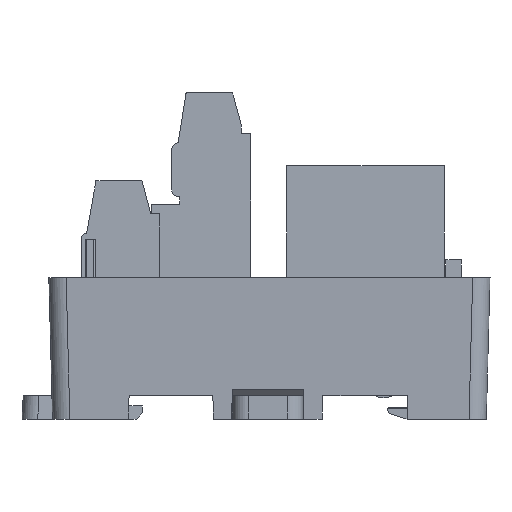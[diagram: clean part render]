
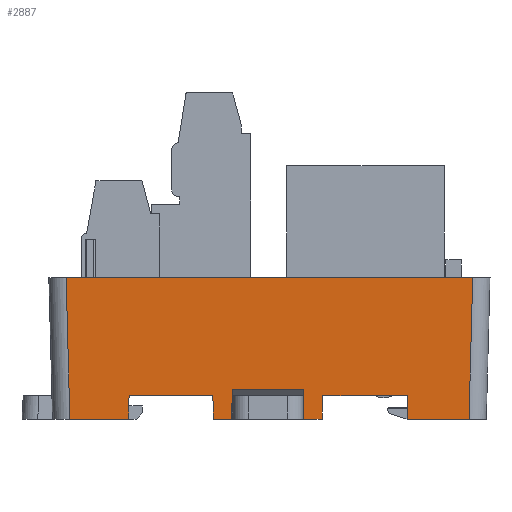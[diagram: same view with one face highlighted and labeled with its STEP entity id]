
A CAD part, left-side view. The second image highlights one B-rep face of the part: STEP entity #2887.
In plain terms, the highlighted planar face has unit normal (-1, 0, -0.026).
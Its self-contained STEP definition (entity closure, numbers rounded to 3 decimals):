
#1892=FACE_OUTER_BOUND('',#5315,.T.);
#2887=ADVANCED_FACE('',(#1892),#3911,.T.);
#3911=PLANE('',#20924);
#5315=EDGE_LOOP('',(#7515,#7516,#7517,#7518,#7519,#7520,#7521,#7522,#7523,
#7524,#7525,#7526,#7527,#7528,#7529,#7530));
#7515=ORIENTED_EDGE('',*,*,#14007,.T.);
#7516=ORIENTED_EDGE('',*,*,#14387,.F.);
#7517=ORIENTED_EDGE('',*,*,#14388,.T.);
#7518=ORIENTED_EDGE('',*,*,#14389,.F.);
#7519=ORIENTED_EDGE('',*,*,#14390,.T.);
#7520=ORIENTED_EDGE('',*,*,#14391,.F.);
#7521=ORIENTED_EDGE('',*,*,#14392,.T.);
#7522=ORIENTED_EDGE('',*,*,#14393,.T.);
#7523=ORIENTED_EDGE('',*,*,#13993,.T.);
#7524=ORIENTED_EDGE('',*,*,#14352,.T.);
#7525=ORIENTED_EDGE('',*,*,#14178,.T.);
#7526=ORIENTED_EDGE('',*,*,#14372,.T.);
#7527=ORIENTED_EDGE('',*,*,#14122,.F.);
#7528=ORIENTED_EDGE('',*,*,#14378,.T.);
#7529=ORIENTED_EDGE('',*,*,#14143,.T.);
#7530=ORIENTED_EDGE('',*,*,#14042,.F.);
#12107=VERTEX_POINT('',#27918);
#12108=VERTEX_POINT('',#27920);
#12121=VERTEX_POINT('',#27946);
#12122=VERTEX_POINT('',#27948);
#12156=VERTEX_POINT('',#28019);
#12212=VERTEX_POINT('',#28178);
#12213=VERTEX_POINT('',#28179);
#12228=VERTEX_POINT('',#28217);
#12260=VERTEX_POINT('',#28284);
#12261=VERTEX_POINT('',#28286);
#12382=VERTEX_POINT('',#28710);
#12383=VERTEX_POINT('',#28712);
#12384=VERTEX_POINT('',#28714);
#12385=VERTEX_POINT('',#28716);
#12386=VERTEX_POINT('',#28718);
#12387=VERTEX_POINT('',#28720);
#13993=EDGE_CURVE('',#12108,#12107,#16679,.T.);
#14007=EDGE_CURVE('',#12122,#12121,#16691,.T.);
#14042=EDGE_CURVE('',#12122,#12156,#16724,.T.);
#14122=EDGE_CURVE('',#12212,#12213,#16802,.T.);
#14143=EDGE_CURVE('',#12228,#12156,#16819,.T.);
#14178=EDGE_CURVE('',#12261,#12260,#16837,.T.);
#14352=EDGE_CURVE('',#12107,#12261,#16966,.T.);
#14372=EDGE_CURVE('',#12260,#12213,#16986,.T.);
#14378=EDGE_CURVE('',#12212,#12228,#16992,.T.);
#14387=EDGE_CURVE('',#12382,#12121,#17001,.T.);
#14388=EDGE_CURVE('',#12382,#12383,#17002,.T.);
#14389=EDGE_CURVE('',#12384,#12383,#17003,.T.);
#14390=EDGE_CURVE('',#12384,#12385,#17004,.T.);
#14391=EDGE_CURVE('',#12386,#12385,#17005,.T.);
#14392=EDGE_CURVE('',#12386,#12387,#17006,.T.);
#14393=EDGE_CURVE('',#12387,#12108,#17007,.T.);
#16679=LINE('',#27919,#18803);
#16691=LINE('',#27947,#18815);
#16724=LINE('',#28018,#18848);
#16802=LINE('',#28177,#18926);
#16819=LINE('',#28216,#18943);
#16837=LINE('',#28285,#18961);
#16966=LINE('',#28639,#19090);
#16986=LINE('',#28679,#19110);
#16992=LINE('',#28691,#19116);
#17001=LINE('',#28709,#19125);
#17002=LINE('',#28711,#19126);
#17003=LINE('',#28713,#19127);
#17004=LINE('',#28715,#19128);
#17005=LINE('',#28717,#19129);
#17006=LINE('',#28719,#19130);
#17007=LINE('',#28721,#19131);
#18803=VECTOR('',#22532,1.);
#18815=VECTOR('',#22548,1.);
#18848=VECTOR('',#22589,1.);
#18926=VECTOR('',#22717,1.);
#18943=VECTOR('',#22746,1.);
#18961=VECTOR('',#22800,1.);
#19090=VECTOR('',#23145,1.);
#19110=VECTOR('',#23201,1.);
#19116=VECTOR('',#23215,1.);
#19125=VECTOR('',#23242,1.);
#19126=VECTOR('',#23243,1.);
#19127=VECTOR('',#23244,1.);
#19128=VECTOR('',#23245,1.);
#19129=VECTOR('',#23246,1.);
#19130=VECTOR('',#23247,1.);
#19131=VECTOR('',#23248,1.);
#20924=AXIS2_PLACEMENT_3D('',#28722,#23249,#23250);
#22532=DIRECTION('',(0.,-1.,0.));
#22548=DIRECTION('',(0.,-1.,0.));
#22589=DIRECTION('',(0.026,0.017,-1.));
#22717=DIRECTION('',(0.,-1.,0.));
#22746=DIRECTION('',(0.,-1.,0.));
#22800=DIRECTION('',(0.,-1.,0.));
#23145=DIRECTION('',(0.026,-0.017,-1.));
#23201=DIRECTION('',(-0.026,-0.026,0.999));
#23215=DIRECTION('',(0.026,-0.026,-0.999));
#23242=DIRECTION('',(-0.026,0.035,0.999));
#23243=DIRECTION('',(0.,-1.,0.));
#23244=DIRECTION('',(0.026,0.009,-1.));
#23245=DIRECTION('',(0.,-1.,0.));
#23246=DIRECTION('',(-0.026,0.009,1.));
#23247=DIRECTION('',(0.,-1.,0.));
#23248=DIRECTION('',(-0.026,-0.035,0.999));
#23249=DIRECTION('',(-1.,0.,-0.026));
#23250=DIRECTION('',(-0.026,0.,1.));
#27918=CARTESIAN_POINT('',(-200.557,242.449,175.));
#27919=CARTESIAN_POINT('',(-200.557,260.199,175.));
#27920=CARTESIAN_POINT('',(-200.557,253.199,175.));
#27946=CARTESIAN_POINT('',(-200.557,267.199,175.));
#27947=CARTESIAN_POINT('',(-200.557,260.199,175.));
#27948=CARTESIAN_POINT('',(-200.557,277.849,175.));
#28018=CARTESIAN_POINT('',(-200.526,277.87,173.796));
#28019=CARTESIAN_POINT('',(-200.479,277.901,172.));
#28177=CARTESIAN_POINT('',(-200.95,259.699,190.));
#28178=CARTESIAN_POINT('',(-200.95,285.85,190.));
#28179=CARTESIAN_POINT('',(-200.95,234.148,190.));
#28216=CARTESIAN_POINT('',(-200.479,260.199,172.));
#28217=CARTESIAN_POINT('',(-200.479,285.378,172.));
#28284=CARTESIAN_POINT('',(-200.479,234.62,172.));
#28285=CARTESIAN_POINT('',(-200.479,259.699,172.));
#28286=CARTESIAN_POINT('',(-200.479,242.397,172.));
#28639=CARTESIAN_POINT('',(-200.958,242.716,190.294));
#28679=CARTESIAN_POINT('',(-200.933,234.166,189.34));
#28691=CARTESIAN_POINT('',(-200.933,285.833,189.34));
#28709=CARTESIAN_POINT('',(-200.526,267.157,173.798));
#28710=CARTESIAN_POINT('',(-200.479,267.094,172.));
#28711=CARTESIAN_POINT('',(-200.479,260.199,172.));
#28712=CARTESIAN_POINT('',(-200.479,264.775,172.));
#28713=CARTESIAN_POINT('',(-200.951,264.618,190.04));
#28714=CARTESIAN_POINT('',(-200.576,264.743,175.726));
#28715=CARTESIAN_POINT('',(-200.576,50.754,175.726));
#28716=CARTESIAN_POINT('',(-200.576,255.655,175.726));
#28717=CARTESIAN_POINT('',(-200.951,255.78,190.032));
#28718=CARTESIAN_POINT('',(-200.479,255.623,172.));
#28719=CARTESIAN_POINT('',(-200.479,260.199,172.));
#28720=CARTESIAN_POINT('',(-200.479,253.304,172.));
#28721=CARTESIAN_POINT('',(-200.944,252.684,189.753));
#28722=CARTESIAN_POINT('',(-200.95,259.699,189.997));
